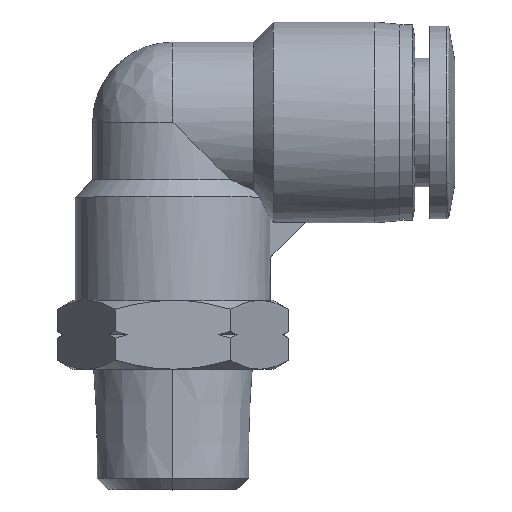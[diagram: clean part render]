
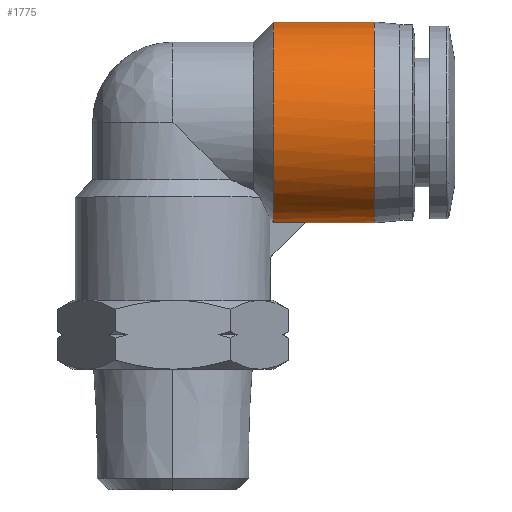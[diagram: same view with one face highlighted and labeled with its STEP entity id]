
A CAD part, top view. The second image highlights one B-rep face of the part: STEP entity #1775.
In plain terms, the highlighted cylindrical face has radius 8.75 mm (diameter 17.5 mm), a partial arc.
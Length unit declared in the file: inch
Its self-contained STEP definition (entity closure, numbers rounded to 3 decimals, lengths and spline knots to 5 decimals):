
#26 = DIRECTION ( 'NONE',  ( -1., 0., 0. ) ) ;
#98 = DIRECTION ( 'NONE',  ( 0., 1., 0. ) ) ;
#123 = CARTESIAN_POINT ( 'NONE',  ( 0.45501, 0.26801, 0.03937 ) ) ;
#196 = DIRECTION ( 'NONE',  ( -1., 0., 0. ) ) ;
#263 = EDGE_CURVE ( 'NONE', #4091, #2600, #2877, .T. ) ;
#426 = EDGE_CURVE ( 'NONE', #1760, #4091, #2871, .T. ) ;
#434 = ORIENTED_EDGE ( 'NONE', *, *, #426, .F. ) ;
#469 = CYLINDRICAL_SURFACE ( 'NONE', #2865, 0.34449 ) ;
#503 =( BOUNDED_CURVE ( )  B_SPLINE_CURVE ( 3, ( #3692, #3362, #2126, #123 ),
 .UNSPECIFIED., .F., .F. ) 
 B_SPLINE_CURVE_WITH_KNOTS ( ( 4, 4 ),
 ( 3.14159, 3.25613 ),
 .UNSPECIFIED. ) 
 CURVE ( )  GEOMETRIC_REPRESENTATION_ITEM ( )  RATIONAL_B_SPLINE_CURVE ( ( 1., 0.999, 0.999, 1. ) ) 
 REPRESENTATION_ITEM ( '' )  );
#692 = CARTESIAN_POINT ( 'NONE',  ( 0.34449, 0.61024, 0. ) ) ;
#768 = VERTEX_POINT ( 'NONE', #1993 ) ;
#891 = LINE ( 'NONE', #3764, #1666 ) ;
#1666 = VECTOR ( 'NONE', #2518, 39.37008 ) ;
#1673 = VECTOR ( 'NONE', #3078, 39.37008 ) ;
#1705 = ORIENTED_EDGE ( 'NONE', *, *, #3031, .F. ) ;
#1708 = VERTEX_POINT ( 'NONE', #2554 ) ;
#1760 = VERTEX_POINT ( 'NONE', #2872 ) ;
#1775 = ADVANCED_FACE ( 'NONE', ( #3388 ), #469, .T. ) ;
#1879 = CARTESIAN_POINT ( 'NONE',  ( 0.45501, 0.26801, 0.03937 ) ) ;
#1993 = CARTESIAN_POINT ( 'NONE',  ( 0.45276, 0.26575, 0. ) ) ;
#2039 = CARTESIAN_POINT ( 'NONE',  ( 0.69094, 0.61024, 0. ) ) ;
#2065 = ORIENTED_EDGE ( 'NONE', *, *, #2140, .T. ) ;
#2126 = CARTESIAN_POINT ( 'NONE',  ( 0.45351, 0.2665, 0.0263 ) ) ;
#2140 = EDGE_CURVE ( 'NONE', #1708, #2600, #3871, .T. ) ;
#2177 = AXIS2_PLACEMENT_3D ( 'NONE', #692, #196, #98 ) ;
#2234 = AXIS2_PLACEMENT_3D ( 'NONE', #2039, #26, #2351 ) ;
#2351 = DIRECTION ( 'NONE',  ( 0., 1., 0. ) ) ;
#2516 = LINE ( 'NONE', #2771, #1673 ) ;
#2518 = DIRECTION ( 'NONE',  ( -1., 0., 0. ) ) ;
#2554 = CARTESIAN_POINT ( 'NONE',  ( 0.69094, 0.26575, 0. ) ) ;
#2569 = DIRECTION ( 'NONE',  ( 1., 0., 0. ) ) ;
#2600 = VERTEX_POINT ( 'NONE', #2958 ) ;
#2771 = CARTESIAN_POINT ( 'NONE',  ( 0.51772, 0.26575, 0. ) ) ;
#2794 = EDGE_CURVE ( 'NONE', #768, #3380, #503, .T. ) ;
#2865 = AXIS2_PLACEMENT_3D ( 'NONE', #2888, #2569, #3199 ) ;
#2867 = VECTOR ( 'NONE', #3997, 39.37008 ) ;
#2871 = CIRCLE ( 'NONE', #2177, 0.34449 ) ;
#2872 = CARTESIAN_POINT ( 'NONE',  ( 0.34449, 0.26801, 0.03937 ) ) ;
#2877 = LINE ( 'NONE', #3330, #2867 ) ;
#2888 = CARTESIAN_POINT ( 'NONE',  ( 0.51772, 0.61024, 0. ) ) ;
#2939 = CARTESIAN_POINT ( 'NONE',  ( 0.34449, 0.95472, 0. ) ) ;
#2958 = CARTESIAN_POINT ( 'NONE',  ( 0.69094, 0.95472, 0. ) ) ;
#3031 = EDGE_CURVE ( 'NONE', #3380, #1760, #891, .T. ) ;
#3078 = DIRECTION ( 'NONE',  ( 1., 0., 0. ) ) ;
#3199 = DIRECTION ( 'NONE',  ( 0., 1., 0. ) ) ;
#3330 = CARTESIAN_POINT ( 'NONE',  ( 0.51772, 0.95472, 0. ) ) ;
#3362 = CARTESIAN_POINT ( 'NONE',  ( 0.45276, 0.26575, 0.01316 ) ) ;
#3380 = VERTEX_POINT ( 'NONE', #1879 ) ;
#3388 = FACE_OUTER_BOUND ( 'NONE', #3833, .T. ) ;
#3692 = CARTESIAN_POINT ( 'NONE',  ( 0.45276, 0.26575, 0. ) ) ;
#3764 = CARTESIAN_POINT ( 'NONE',  ( 0.36376, 0.26801, 0.03937 ) ) ;
#3805 = ORIENTED_EDGE ( 'NONE', *, *, #3911, .T. ) ;
#3813 = ORIENTED_EDGE ( 'NONE', *, *, #2794, .F. ) ;
#3833 = EDGE_LOOP ( 'NONE', ( #3813, #3805, #2065, #3919, #434, #1705 ) ) ;
#3871 = CIRCLE ( 'NONE', #2234, 0.34449 ) ;
#3911 = EDGE_CURVE ( 'NONE', #768, #1708, #2516, .T. ) ;
#3919 = ORIENTED_EDGE ( 'NONE', *, *, #263, .F. ) ;
#3997 = DIRECTION ( 'NONE',  ( 1., 0., 0. ) ) ;
#4091 = VERTEX_POINT ( 'NONE', #2939 ) ;
